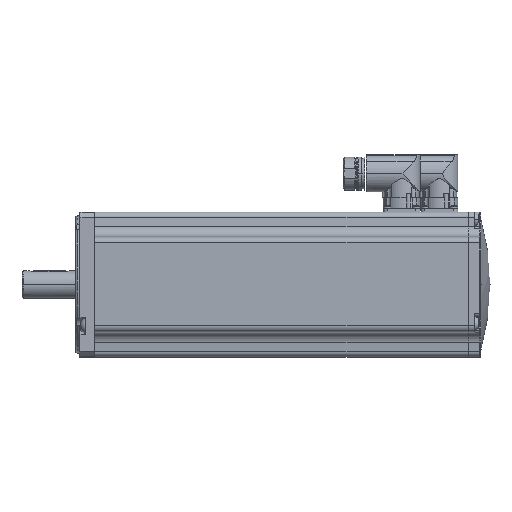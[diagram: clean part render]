
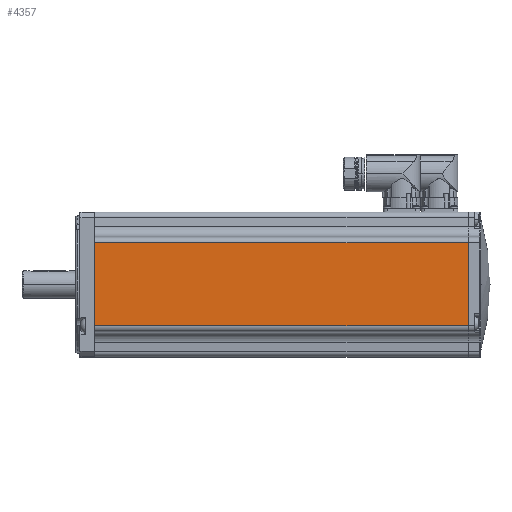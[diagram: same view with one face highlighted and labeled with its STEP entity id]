
A CAD part, top view. The second image highlights one B-rep face of the part: STEP entity #4357.
In plain terms, the highlighted planar face has unit normal (0, 0, 1).
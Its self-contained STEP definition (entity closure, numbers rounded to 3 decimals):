
#3805=DIRECTION('',(-1.,0.,0.));
#3806=VECTOR('',#3805,258.);
#3807=CARTESIAN_POINT('',(308.,-28.647,50.));
#3808=LINE('',#3807,#3806);
#3809=DIRECTION('',(0.,1.,0.));
#3810=VECTOR('',#3809,57.295);
#3811=CARTESIAN_POINT('',(50.,-28.647,50.));
#3812=LINE('',#3811,#3810);
#3813=DIRECTION('',(-1.,0.,0.));
#3814=VECTOR('',#3813,258.);
#3815=CARTESIAN_POINT('',(308.,28.647,50.));
#3816=LINE('',#3815,#3814);
#3817=DIRECTION('',(0.,-1.,0.));
#3818=VECTOR('',#3817,57.295);
#3819=CARTESIAN_POINT('',(308.,28.647,50.));
#3820=LINE('',#3819,#3818);
#3978=CARTESIAN_POINT('',(50.,-28.647,50.));
#3980=VERTEX_POINT('',#3978);
#3981=CARTESIAN_POINT('',(308.,-28.647,50.));
#3982=VERTEX_POINT('',#3981);
#3985=CARTESIAN_POINT('',(50.,28.647,50.));
#3987=VERTEX_POINT('',#3985);
#3991=CARTESIAN_POINT('',(308.,28.647,50.));
#3992=VERTEX_POINT('',#3991);
#4343=CARTESIAN_POINT('',(308.,0.,50.));
#4344=DIRECTION('',(0.,0.,1.));
#4345=DIRECTION('',(0.,-1.,0.));
#4346=AXIS2_PLACEMENT_3D('',#4343,#4344,#4345);
#4347=PLANE('',#4346);
#4349=ORIENTED_EDGE('',*,*,#4348,.T.);
#4351=ORIENTED_EDGE('',*,*,#4350,.T.);
#4352=ORIENTED_EDGE('',*,*,#4338,.F.);
#4354=ORIENTED_EDGE('',*,*,#4353,.T.);
#4355=EDGE_LOOP('',(#4349,#4351,#4352,#4354));
#4356=FACE_OUTER_BOUND('',#4355,.F.);
#4357=ADVANCED_FACE('',(#4356),#4347,.T.);
#4338=EDGE_CURVE('',#3992,#3987,#3816,.T.);
#4348=EDGE_CURVE('',#3982,#3980,#3808,.T.);
#4350=EDGE_CURVE('',#3980,#3987,#3812,.T.);
#4353=EDGE_CURVE('',#3992,#3982,#3820,.T.);
